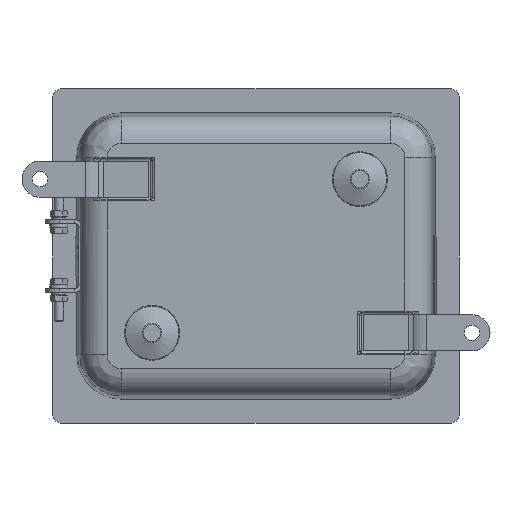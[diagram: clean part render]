
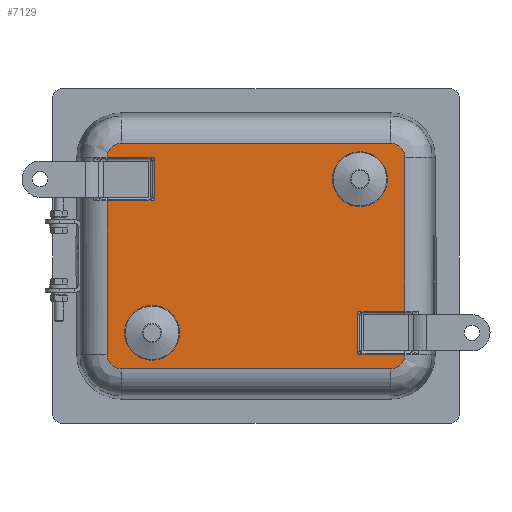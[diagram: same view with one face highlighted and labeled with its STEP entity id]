
A CAD part, front view. The second image highlights one B-rep face of the part: STEP entity #7129.
In plain terms, the highlighted planar face has unit normal (0, -1, 0).
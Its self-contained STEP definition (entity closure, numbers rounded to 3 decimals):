
#500=FACE_BOUND('',#1319,.T.);
#501=FACE_BOUND('',#1320,.T.);
#865=FACE_OUTER_BOUND('',#1318,.T.);
#1318=EDGE_LOOP('',(#5983,#5984,#5985,#5986,#5987,#5988,#5989,#5990,#5991,
#5992,#5993,#5994,#5995,#5996));
#1319=EDGE_LOOP('',(#5997));
#1320=EDGE_LOOP('',(#5998));
#1690=CIRCLE('',#7893,15.194);
#1692=CIRCLE('',#7897,7.896);
#1693=CIRCLE('',#7898,7.896);
#1694=CIRCLE('',#7899,7.896);
#1695=CIRCLE('',#7900,7.896);
#1696=CIRCLE('',#7901,15.194);
#2139=LINE('',#12840,#2566);
#2140=LINE('',#12842,#2567);
#2141=LINE('',#12844,#2568);
#2142=LINE('',#12846,#2569);
#2143=LINE('',#12850,#2570);
#2144=LINE('',#12854,#2571);
#2145=LINE('',#12856,#2572);
#2146=LINE('',#12858,#2573);
#2147=LINE('',#12860,#2574);
#2148=LINE('',#12864,#2575);
#2566=VECTOR('',#9789,10.);
#2567=VECTOR('',#9790,10.);
#2568=VECTOR('',#9791,10.);
#2569=VECTOR('',#9792,10.);
#2570=VECTOR('',#9795,10.);
#2571=VECTOR('',#9798,10.);
#2572=VECTOR('',#9799,10.);
#2573=VECTOR('',#9800,10.);
#2574=VECTOR('',#9801,10.);
#2575=VECTOR('',#9804,10.);
#3173=VERTEX_POINT('',#12830);
#3175=VERTEX_POINT('',#12838);
#3176=VERTEX_POINT('',#12839);
#3177=VERTEX_POINT('',#12841);
#3178=VERTEX_POINT('',#12843);
#3179=VERTEX_POINT('',#12845);
#3180=VERTEX_POINT('',#12847);
#3181=VERTEX_POINT('',#12849);
#3182=VERTEX_POINT('',#12851);
#3183=VERTEX_POINT('',#12853);
#3184=VERTEX_POINT('',#12855);
#3185=VERTEX_POINT('',#12857);
#3186=VERTEX_POINT('',#12859);
#3187=VERTEX_POINT('',#12861);
#3188=VERTEX_POINT('',#12863);
#3189=VERTEX_POINT('',#12866);
#4118=EDGE_CURVE('',#3173,#3173,#1690,.T.);
#4121=EDGE_CURVE('',#3175,#3176,#2139,.T.);
#4122=EDGE_CURVE('',#3177,#3176,#2140,.T.);
#4123=EDGE_CURVE('',#3178,#3177,#2141,.T.);
#4124=EDGE_CURVE('',#3179,#3178,#2142,.T.);
#4125=EDGE_CURVE('',#3180,#3179,#1692,.T.);
#4126=EDGE_CURVE('',#3181,#3180,#2143,.T.);
#4127=EDGE_CURVE('',#3182,#3181,#1693,.T.);
#4128=EDGE_CURVE('',#3183,#3182,#2144,.T.);
#4129=EDGE_CURVE('',#3184,#3183,#2145,.T.);
#4130=EDGE_CURVE('',#3184,#3185,#2146,.T.);
#4131=EDGE_CURVE('',#3186,#3185,#2147,.T.);
#4132=EDGE_CURVE('',#3187,#3186,#1694,.T.);
#4133=EDGE_CURVE('',#3188,#3187,#2148,.T.);
#4134=EDGE_CURVE('',#3175,#3188,#1695,.T.);
#4135=EDGE_CURVE('',#3189,#3189,#1696,.T.);
#5983=ORIENTED_EDGE('',*,*,#4121,.T.);
#5984=ORIENTED_EDGE('',*,*,#4122,.F.);
#5985=ORIENTED_EDGE('',*,*,#4123,.F.);
#5986=ORIENTED_EDGE('',*,*,#4124,.F.);
#5987=ORIENTED_EDGE('',*,*,#4125,.F.);
#5988=ORIENTED_EDGE('',*,*,#4126,.F.);
#5989=ORIENTED_EDGE('',*,*,#4127,.F.);
#5990=ORIENTED_EDGE('',*,*,#4128,.F.);
#5991=ORIENTED_EDGE('',*,*,#4129,.F.);
#5992=ORIENTED_EDGE('',*,*,#4130,.T.);
#5993=ORIENTED_EDGE('',*,*,#4131,.F.);
#5994=ORIENTED_EDGE('',*,*,#4132,.F.);
#5995=ORIENTED_EDGE('',*,*,#4133,.F.);
#5996=ORIENTED_EDGE('',*,*,#4134,.F.);
#5997=ORIENTED_EDGE('',*,*,#4135,.F.);
#5998=ORIENTED_EDGE('',*,*,#4118,.F.);
#6350=PLANE('',#7896);
#7129=ADVANCED_FACE('',(#865,#500,#501),#6350,.T.);
#7893=AXIS2_PLACEMENT_3D('',#12832,#9780,#9781);
#7896=AXIS2_PLACEMENT_3D('',#12837,#9787,#9788);
#7897=AXIS2_PLACEMENT_3D('',#12848,#9793,#9794);
#7898=AXIS2_PLACEMENT_3D('',#12852,#9796,#9797);
#7899=AXIS2_PLACEMENT_3D('',#12862,#9802,#9803);
#7900=AXIS2_PLACEMENT_3D('',#12865,#9805,#9806);
#7901=AXIS2_PLACEMENT_3D('',#12867,#9807,#9808);
#9780=DIRECTION('center_axis',(0.,-1.,0.));
#9781=DIRECTION('ref_axis',(1.,0.,0.));
#9787=DIRECTION('center_axis',(0.,-1.,0.));
#9788=DIRECTION('ref_axis',(-1.,0.,0.));
#9789=DIRECTION('',(-1.,0.,0.));
#9790=DIRECTION('',(0.,0.,-1.));
#9791=DIRECTION('',(-1.,0.,0.));
#9792=DIRECTION('',(0.,0.,-1.));
#9793=DIRECTION('center_axis',(0.,1.,0.));
#9794=DIRECTION('ref_axis',(0.707,0.,0.707));
#9795=DIRECTION('',(1.,0.,0.));
#9796=DIRECTION('center_axis',(0.,1.,0.));
#9797=DIRECTION('ref_axis',(-0.707,0.,0.707));
#9798=DIRECTION('',(-1.,0.,0.));
#9799=DIRECTION('',(0.,0.,1.));
#9800=DIRECTION('',(-1.,0.,0.));
#9801=DIRECTION('',(0.,0.,1.));
#9802=DIRECTION('center_axis',(0.,1.,0.));
#9803=DIRECTION('ref_axis',(-0.707,0.,-0.707));
#9804=DIRECTION('',(-1.,0.,0.));
#9805=DIRECTION('center_axis',(0.,1.,0.));
#9806=DIRECTION('ref_axis',(0.707,0.,-0.707));
#9807=DIRECTION('center_axis',(0.,-1.,0.));
#9808=DIRECTION('ref_axis',(1.,0.,0.));
#12830=CARTESIAN_POINT('',(-72.69,4.,-42.5));
#12832=CARTESIAN_POINT('Origin',(-57.496,4.,-42.5));
#12837=CARTESIAN_POINT('Origin',(0.,4.,
0.));
#12838=CARTESIAN_POINT('',(82.396,4.,-54.5));
#12839=CARTESIAN_POINT('',(56.396,4.,-54.5));
#12840=CARTESIAN_POINT('',(28.698,4.,-54.5));
#12841=CARTESIAN_POINT('',(56.396,4.,-30.5));
#12842=CARTESIAN_POINT('',(56.396,4.,-15.75));
#12843=CARTESIAN_POINT('',(82.396,4.,-30.5));
#12844=CARTESIAN_POINT('',(53.698,4.,-30.5));
#12845=CARTESIAN_POINT('',(82.396,4.,54.5));
#12846=CARTESIAN_POINT('',(82.396,4.,27.25));
#12847=CARTESIAN_POINT('',(74.5,4.,62.396));
#12848=CARTESIAN_POINT('Origin',(74.5,4.,54.5));
#12849=CARTESIAN_POINT('',(-74.5,4.,62.396));
#12850=CARTESIAN_POINT('',(-37.25,4.,62.396));
#12851=CARTESIAN_POINT('',(-82.396,4.,54.5));
#12852=CARTESIAN_POINT('Origin',(-74.5,4.,54.5));
#12853=CARTESIAN_POINT('',(-56.396,4.,54.5));
#12854=CARTESIAN_POINT('',(-28.698,4.,54.5));
#12855=CARTESIAN_POINT('',(-56.396,4.,30.5));
#12856=CARTESIAN_POINT('',(-56.396,4.,15.75));
#12857=CARTESIAN_POINT('',(-82.396,4.,30.5));
#12858=CARTESIAN_POINT('',(-53.698,4.,30.5));
#12859=CARTESIAN_POINT('',(-82.396,4.,-54.5));
#12860=CARTESIAN_POINT('',(-82.396,4.,-27.25));
#12861=CARTESIAN_POINT('',(-74.5,4.,-62.396));
#12862=CARTESIAN_POINT('Origin',(-74.5,4.,-54.5));
#12863=CARTESIAN_POINT('',(74.5,4.,-62.396));
#12864=CARTESIAN_POINT('',(37.25,4.,-62.396));
#12865=CARTESIAN_POINT('Origin',(74.5,4.,-54.5));
#12866=CARTESIAN_POINT('',(42.301,4.,42.5));
#12867=CARTESIAN_POINT('Origin',(57.496,4.,42.5));
